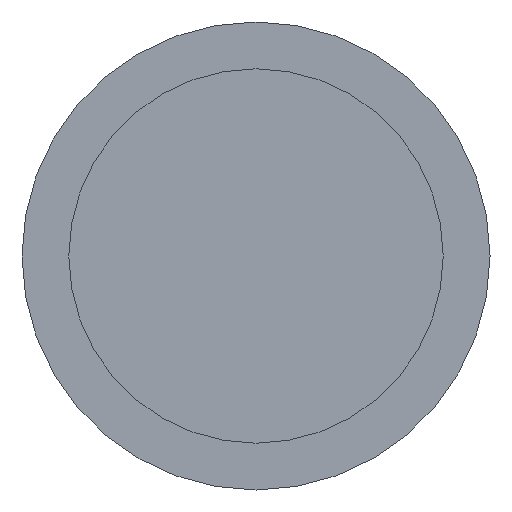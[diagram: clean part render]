
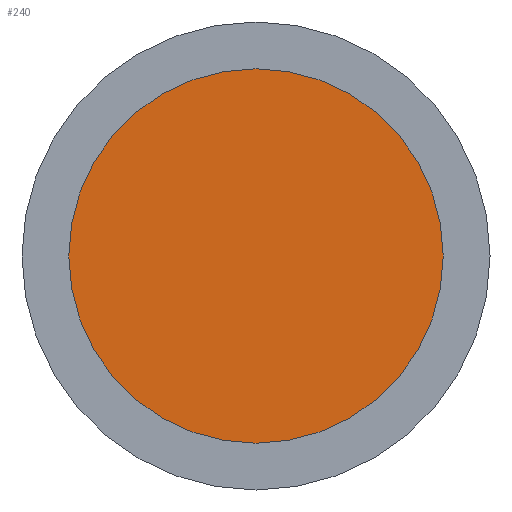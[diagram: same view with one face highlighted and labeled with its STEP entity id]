
A CAD part, front view. The second image highlights one B-rep face of the part: STEP entity #240.
In plain terms, the highlighted planar face has unit normal (0, -1, 0).
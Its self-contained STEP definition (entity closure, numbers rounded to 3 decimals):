
#2 = AXIS2_PLACEMENT_3D ( 'NONE', #56, #174, #114 ) ;
#3 = EDGE_CURVE ( 'NONE', #128, #22, #47, .T. ) ;
#20 = AXIS2_PLACEMENT_3D ( 'NONE', #271, #236, #84 ) ;
#21 = CIRCLE ( 'NONE', #2, 2. ) ;
#22 = VERTEX_POINT ( 'NONE', #72 ) ;
#47 = CIRCLE ( 'NONE', #140, 2. ) ;
#56 = CARTESIAN_POINT ( 'NONE',  ( 0., 0., 0. ) ) ;
#72 = CARTESIAN_POINT ( 'NONE',  ( 0., 0., 2. ) ) ;
#84 = DIRECTION ( 'NONE',  ( 0., 0., 1. ) ) ;
#87 = FACE_OUTER_BOUND ( 'NONE', #133, .T. ) ;
#108 = CARTESIAN_POINT ( 'NONE',  ( 0., 0., -2. ) ) ;
#114 = DIRECTION ( 'NONE',  ( 0., 0., -1. ) ) ;
#120 = DIRECTION ( 'NONE',  ( 0., -1., 0. ) ) ;
#128 = VERTEX_POINT ( 'NONE', #108 ) ;
#133 = EDGE_LOOP ( 'NONE', ( #159, #292 ) ) ;
#140 = AXIS2_PLACEMENT_3D ( 'NONE', #256, #120, #141 ) ;
#141 = DIRECTION ( 'NONE',  ( 0., 0., -1. ) ) ;
#159 = ORIENTED_EDGE ( 'NONE', *, *, #3, .T. ) ;
#174 = DIRECTION ( 'NONE',  ( 0., -1., 0. ) ) ;
#214 = PLANE ( 'NONE',  #20 ) ;
#217 = EDGE_CURVE ( 'NONE', #22, #128, #21, .T. ) ;
#236 = DIRECTION ( 'NONE',  ( 0., 1., 0. ) ) ;
#240 = ADVANCED_FACE ( 'NONE', ( #87 ), #214, .F. ) ;
#256 = CARTESIAN_POINT ( 'NONE',  ( 0., 0., 0. ) ) ;
#271 = CARTESIAN_POINT ( 'NONE',  ( 0., 0., 0. ) ) ;
#292 = ORIENTED_EDGE ( 'NONE', *, *, #217, .T. ) ;
